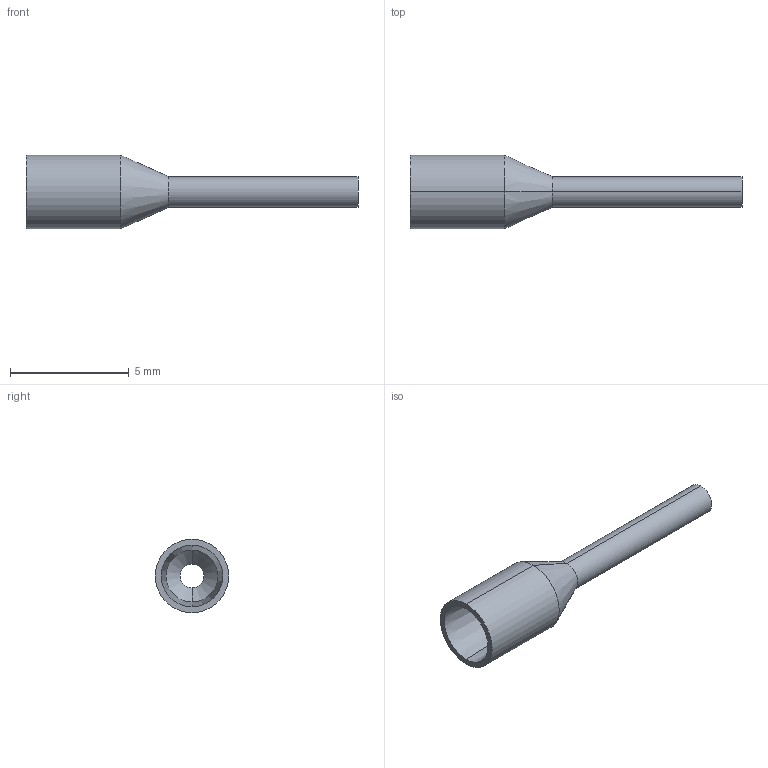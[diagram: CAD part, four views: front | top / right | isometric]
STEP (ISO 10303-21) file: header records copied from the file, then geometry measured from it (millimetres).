
FILE_DESCRIPTION (( 'STEP AP203' ), '1' );
FILE_NAME ('00501.STEP', '2025-05-05T07:39:17', ( '' ), ( '' ), 'SwSTEP 2.0', 'SolidWorks 2022', '' );
FILE_SCHEMA (( 'CONFIG_CONTROL_DESIGN' ));
Length unit declared in the file: millimetre
Products named in the file (1): 00501
Bounding box: 14 x 3.1 x 3.1 mm (x, y, z)
Volume: 21.8 mm3; surface area: 178.9 mm2
Topology: 2 solids, 2 shells, 28 faces, 56 edges, 32 vertices
Faces by surface type: cylinder 14, cone 10, plane 4
Entity records: 807 total; most frequent: DIRECTION 146, CARTESIAN_POINT 117, ORIENTED_EDGE 112, AXIS2_PLACEMENT_3D 61, EDGE_CURVE 56, CIRCLE 32, VERTEX_POINT 32, EDGE_LOOP 32
